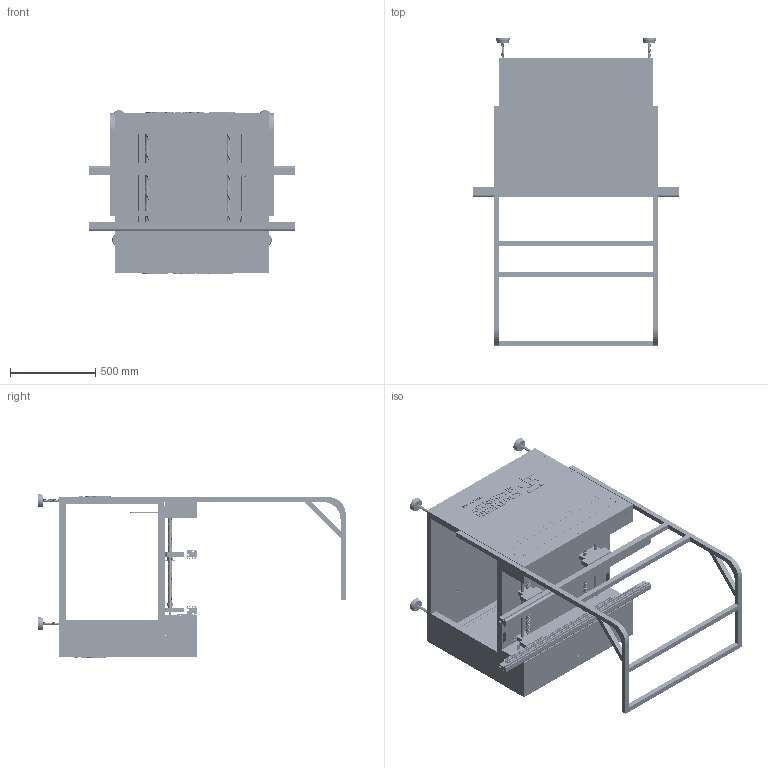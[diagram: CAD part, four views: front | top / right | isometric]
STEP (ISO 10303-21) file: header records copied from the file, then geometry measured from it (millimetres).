
FILE_DESCRIPTION (( 'STEP AP214' ), '1' );
FILE_NAME ('S-S460FL Conveyor machine.STEP', '2023-08-15T11:06:12', ( 'Admin' ), ( 'Organization' ), 'SwSTEP 2.0', 'SolidWorks 2022', '' );
FILE_SCHEMA (( 'AUTOMOTIVE_DESIGN' ));
Length unit declared in the file: millimetre
Products named in the file (38): __________-14.STEP; ________-17.STEP; __________________-5.STEP; ______.STEP; ________-15.STEP; 35B____.STEP; Southern Machinery logo-0.25; ________-4.STEP; ____________-19.STEP; ____________.STEP; ________-12.STEP; ____________-18.STEP; ____________-2.STEP; __________________.STEP; ________-8.STEP; 25B____.STEP; __________________1.STEP; S-S460FL Conveyor machine; __________-16.STEP; 諉眶怢軞蚾饜芞.STEP; 35B________14.STEP; ____________-1.STEP; __________________-0.STEP; __________-11.STEP; ________________.STEP; __________________-3.STEP; ___________________________.STEP; ________________-9.STEP; ______________.STEP; ____1.1______.STEP; __________.STEP; 1.1______.STEP; ____________-10.STEP; __________________-6.STEP; __________-13.STEP; ________.STEP; ____________-7.STEP; __________________-1.STEP
Assembly tree (49 placements, depth 5):
  S-S460FL Conveyor machine
    諉眶怢軞蚾饜芞.STEP
      ____________.STEP
        ____________-1.STEP
          __________________.STEP
          __________________-0.STEP
          __________________-1.STEP
          ____________-2.STEP
          ________.STEP
          25B____.STEP
        ________________.STEP
          __________________-3.STEP
          ________-4.STEP
          __________________-5.STEP
          35B____.STEP  x2
          __________.STEP
          25B____.STEP
          35B________14.STEP
          __________________1.STEP
        1.1______.STEP
        ____1.1______.STEP
      ___________________________.STEP  x2
      __________________-6.STEP
      ____________-7.STEP  x4
      ________-8.STEP
      ________________-9.STEP  x2
      ____________-10.STEP
      ______.STEP
      __________-11.STEP
      ________-12.STEP
      __________-13.STEP
      __________-14.STEP  x4
      ________-15.STEP
      __________-16.STEP
      ______________.STEP  x2
      ________-17.STEP
      ____________-18.STEP
      ____________-19.STEP
    Southern Machinery logo-0.25  x2
Bounding box: 1200 x 1797.82 x 958.47 mm (x, y, z)
Volume: 22528592.7 mm3; surface area: 14371415.2 mm2
Topology: 124 solids, 124 shells, 3701 faces, 10191 edges, 6760 vertices
Faces by surface type: cylinder 1979, plane 1389, bspline 303, cone 30
Entity records: 139905 total; most frequent: CARTESIAN_POINT 77591, ORIENTED_EDGE 14008, DIRECTION 10686, EDGE_CURVE 7004, VERTEX_POINT 4638, VECTOR 3944, LINE 3944, AXIS2_PLACEMENT_3D 3371
